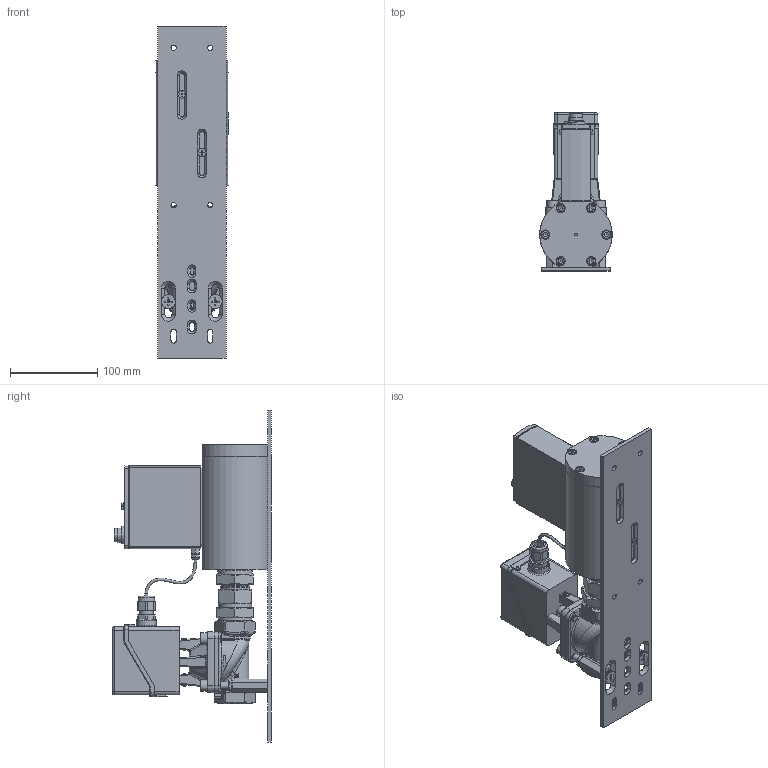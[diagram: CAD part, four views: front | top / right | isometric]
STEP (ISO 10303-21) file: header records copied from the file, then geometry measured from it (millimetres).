
FILE_DESCRIPTION(/* description */ (''),/* implementation_level */ '2;1');
FILE_NAME(/* name */ 'D-6383-BJ2.8 and D-6383-BJ4.4.stp',/* time_stamp */ '2019-02-26T09:48:37+01:00',/* author */ ('J-Wiggers'),/* organization */ (''),/* preprocessor_version */ 'ST-DEVELOPER v17',/* originating_system */ 'Autodesk Inventor 2018',/* authorisation */ '');
FILE_SCHEMA (('CONFIG_CONTROL_DESIGN'));
Products named in the file (1): Part1
Bounding box: 82.84 x 181.4 x 380 mm (x, y, z)
Volume: 1759075.7 mm3; surface area: 229682.3 mm2
Topology: 3 solids, 39 shells, 2137 faces, 5546 edges, 3608 vertices
Faces by surface type: plane 998, cylinder 568, bspline 242, cone 214, torus 95, sphere 20
Full cylindrical faces by diameter (mm): 1 x8, 2.013 x2, 2.4 x1, 2.459 x7, 2.693 x2, 2.88 x2, 3 x13, 3.1 x2, 3.4 x4, 3.6 x3, 3.75 x2, 4 x2, 4.134 x4, 4.459 x2, 4.509 x2, 5 x1, 5.1 x1, 5.4 x1, 5.5 x5, 5.6 x2, 6 x7, 6.466 x2, 6.5 x1, 6.647 x2, 6.7 x1, 7 x1, 7.233 x2, 8 x19, 8.1 x1, 8.3 x1
Entity records: 87009 total; most frequent: CARTESIAN_POINT 33745, ORIENTED_EDGE 10898, DIRECTION 10485, EDGE_CURVE 5449, AXIS2_PLACEMENT_3D 3963, VERTEX_POINT 3524, LINE 2559, VECTOR 2559
